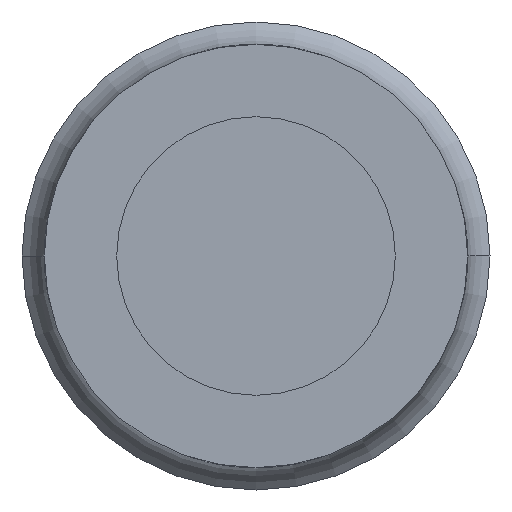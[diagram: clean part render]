
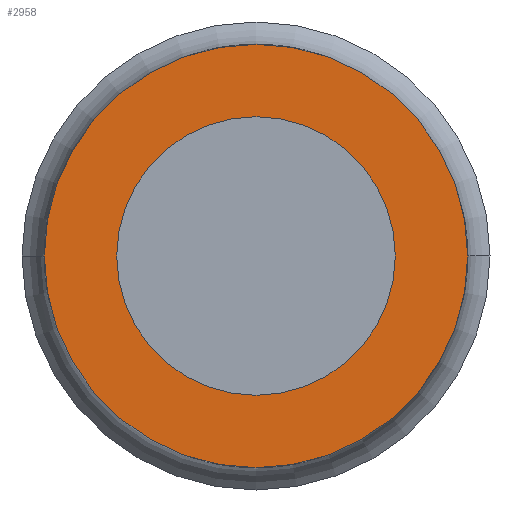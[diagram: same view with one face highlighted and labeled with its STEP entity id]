
A CAD part, front view. The second image highlights one B-rep face of the part: STEP entity #2958.
In plain terms, the highlighted planar face has unit normal (0, -1, 0).
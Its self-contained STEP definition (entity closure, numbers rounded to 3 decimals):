
#20 = AXIS2_PLACEMENT_3D ( 'NONE', #4333, #3283, #2634 ) ;
#44 = CARTESIAN_POINT ( 'NONE',  ( 0., -20., 0. ) ) ;
#185 = CARTESIAN_POINT ( 'NONE',  ( 0.125, -20., 0. ) ) ;
#302 = EDGE_LOOP ( 'NONE', ( #2400, #3891 ) ) ;
#408 = VERTEX_POINT ( 'NONE', #3404 ) ;
#934 = VERTEX_POINT ( 'NONE', #185 ) ;
#973 = DIRECTION ( 'NONE',  ( 0., 1., 0. ) ) ;
#1000 = EDGE_CURVE ( 'Defeature ausgef�hrt4_5+Defeature ausgef�hrt4_4+Defeature ausgef�hrt4_4+Defeature ausgef�hrt4_4', #408, #1048, #2525, .T. ) ;
#1048 = VERTEX_POINT ( 'NONE', #2328 ) ;
#1087 = PLANE ( 'NONE',  #1654 ) ;
#1108 = ORIENTED_EDGE ( 'NONE', *, *, #1000, .F. ) ;
#1342 = AXIS2_PLACEMENT_3D ( 'NONE', #1679, #2408, #4461 ) ;
#1367 = FACE_BOUND ( 'NONE', #302, .T. ) ;
#1450 = DIRECTION ( 'NONE',  ( 0., -1., 0. ) ) ;
#1578 = EDGE_LOOP ( 'NONE', ( #1108, #2042 ) ) ;
#1594 = EDGE_CURVE ( 'Defeature ausgef�hrt4_5+Defeature ausgef�hrt4_4+Defeature ausgef�hrt4_4+Defeature ausgef�hrt4_4', #1048, #408, #3502, .T. ) ;
#1654 = AXIS2_PLACEMENT_3D ( 'NONE', #44, #3509, #2803 ) ;
#1679 = CARTESIAN_POINT ( 'NONE',  ( 0., -20., 0. ) ) ;
#1907 = FACE_OUTER_BOUND ( 'NONE', #1578, .T. ) ;
#2042 = ORIENTED_EDGE ( 'NONE', *, *, #1594, .F. ) ;
#2220 = AXIS2_PLACEMENT_3D ( 'NONE', #4432, #973, #2346 ) ;
#2328 = CARTESIAN_POINT ( 'NONE',  ( -0.19, -20., 0. ) ) ;
#2346 = DIRECTION ( 'NONE',  ( 1., 0., 0. ) ) ;
#2400 = ORIENTED_EDGE ( 'NONE', *, *, #3873, .F. ) ;
#2408 = DIRECTION ( 'NONE',  ( 0., -1., 0. ) ) ;
#2525 = CIRCLE ( 'NONE', #2220, 0.19 ) ;
#2590 = AXIS2_PLACEMENT_3D ( 'NONE', #2873, #1450, #3921 ) ;
#2634 = DIRECTION ( 'NONE',  ( 1., 0., 0. ) ) ;
#2733 = VERTEX_POINT ( 'NONE', #2909 ) ;
#2803 = DIRECTION ( 'NONE',  ( 1., 0., 0. ) ) ;
#2873 = CARTESIAN_POINT ( 'NONE',  ( 0., -20., 0. ) ) ;
#2909 = CARTESIAN_POINT ( 'NONE',  ( -0.125, -20., 0. ) ) ;
#2958 = ADVANCED_FACE ( 'Defeature ausgef�hrt4_4', ( #1367, #1907 ), #1087, .F. ) ;
#3276 = EDGE_CURVE ( 'Defeature ausgef�hrt4_18+Defeature ausgef�hrt4_4+Defeature ausgef�hrt4_4+Defeature ausgef�hrt4_4', #934, #2733, #4147, .T. ) ;
#3283 = DIRECTION ( 'NONE',  ( 0., 1., 0. ) ) ;
#3404 = CARTESIAN_POINT ( 'NONE',  ( 0.19, -20., 0. ) ) ;
#3502 = CIRCLE ( 'NONE', #20, 0.19 ) ;
#3509 = DIRECTION ( 'NONE',  ( 0., 1., 0. ) ) ;
#3755 = CIRCLE ( 'NONE', #2590, 0.125 ) ;
#3873 = EDGE_CURVE ( 'Defeature ausgef�hrt4_18+Defeature ausgef�hrt4_4+Defeature ausgef�hrt4_4+Defeature ausgef�hrt4_4', #2733, #934, #3755, .T. ) ;
#3891 = ORIENTED_EDGE ( 'NONE', *, *, #3276, .F. ) ;
#3921 = DIRECTION ( 'NONE',  ( 0., 0., 1. ) ) ;
#4147 = CIRCLE ( 'NONE', #1342, 0.125 ) ;
#4333 = CARTESIAN_POINT ( 'NONE',  ( 0., -20., 0. ) ) ;
#4432 = CARTESIAN_POINT ( 'NONE',  ( 0., -20., 0. ) ) ;
#4461 = DIRECTION ( 'NONE',  ( 0., 0., 1. ) ) ;
